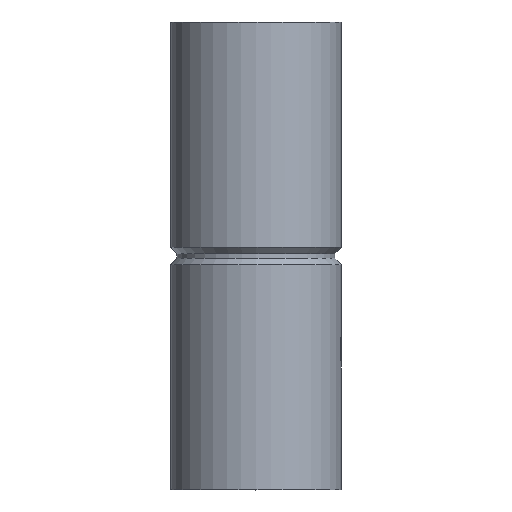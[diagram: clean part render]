
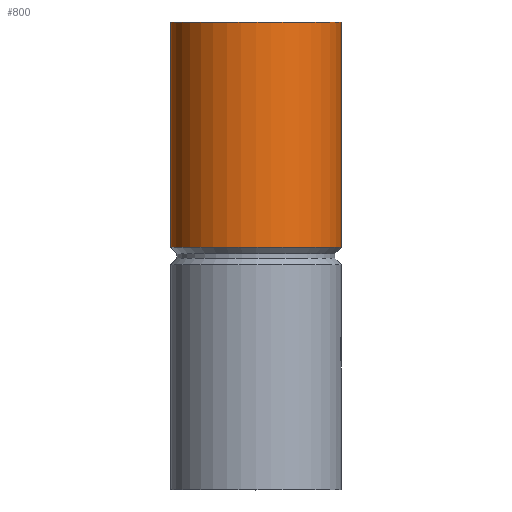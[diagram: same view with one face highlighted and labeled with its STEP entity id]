
A CAD part, top view. The second image highlights one B-rep face of the part: STEP entity #800.
In plain terms, the highlighted cylindrical face has radius 18.25 mm (diameter 36.5 mm), a full revolution.
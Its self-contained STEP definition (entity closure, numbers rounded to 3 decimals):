
#800=ADVANCED_FACE('',(#1423,#1425),#1427,.T.);
#1423=FACE_OUTER_BOUND('',#1424,.T.);
#1424=EDGE_LOOP('',(#2423));
#1425=FACE_OUTER_BOUND('',#1426,.T.);
#1426=EDGE_LOOP('',(#2424));
#1427=CYLINDRICAL_SURFACE('',#1428,18.25);
#1428=AXIS2_PLACEMENT_3D('',#1429,#1430,#1431);
#1429=CARTESIAN_POINT('',(0.,-48.15,0.));
#1430=DIRECTION('',(0.,1.,0.));
#1431=DIRECTION('',(0.,0.,1.));
#2423=ORIENTED_EDGE('',*,*,#2638,.F.);
#2424=ORIENTED_EDGE('',*,*,#2636,.T.);
#2636=EDGE_CURVE('',#2985,#2985,#2986,.T.);
#2638=EDGE_CURVE('',#2989,#2989,#2990,.T.);
#2985=VERTEX_POINT('',#5704);
#2986=CIRCLE('',#5705,18.25);
#2989=VERTEX_POINT('',#5714);
#2990=CIRCLE('',#5715,18.25);
#5704=CARTESIAN_POINT('',(0.,-48.15,18.25));
#5705=AXIS2_PLACEMENT_3D('',#5706,#5707,#5708);
#5706=CARTESIAN_POINT('',(0.,-48.15,0.));
#5707=DIRECTION('',(0.,1.,0.));
#5708=DIRECTION('',(0.,0.,1.));
#5714=CARTESIAN_POINT('',(0.,0.,18.25));
#5715=AXIS2_PLACEMENT_3D('',#5716,#5717,#5718);
#5716=CARTESIAN_POINT('',(0.,0.,0.));
#5717=DIRECTION('',(0.,1.,0.));
#5718=DIRECTION('',(0.,0.,1.));
